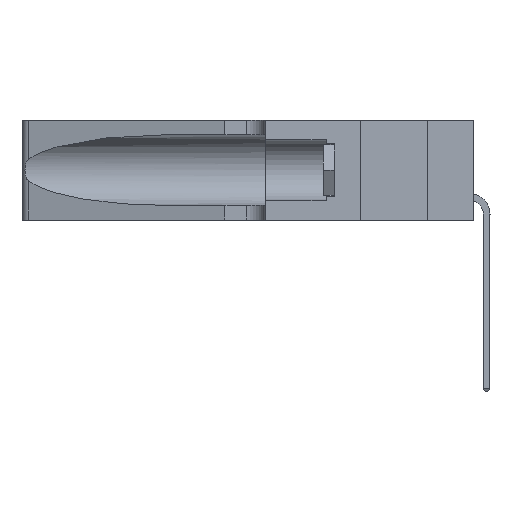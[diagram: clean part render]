
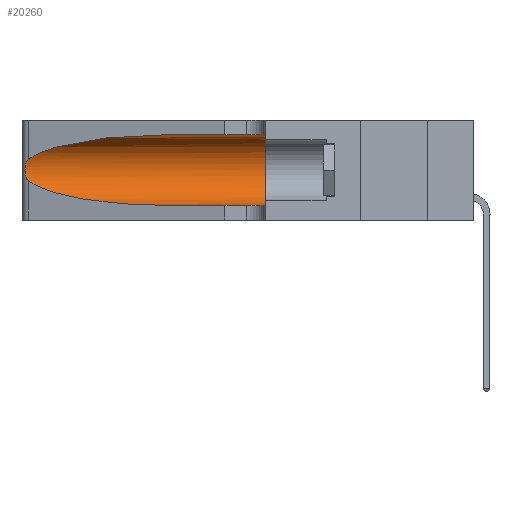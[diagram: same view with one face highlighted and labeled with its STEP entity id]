
A CAD part, left-side view. The second image highlights one B-rep face of the part: STEP entity #20260.
In plain terms, the highlighted cylindrical face has radius 3.308 mm (diameter 6.617 mm), a partial arc.
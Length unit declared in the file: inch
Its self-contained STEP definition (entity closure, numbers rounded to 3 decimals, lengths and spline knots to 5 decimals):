
#9 = CARTESIAN_POINT ( 'NONE',  ( 0.25555, 1.22994, 0.2215 ) ) ;
#373 = CARTESIAN_POINT ( 'NONE',  ( 0.25487, 1.22718, 0.14631 ) ) ;
#1132 = ORIENTED_EDGE ( 'NONE', *, *, #14687, .T. ) ;
#1553 = VERTEX_POINT ( 'NONE', #33754 ) ;
#2002 = VERTEX_POINT ( 'NONE', #16369 ) ;
#2557 = EDGE_LOOP ( 'NONE', ( #33699, #28740, #25496, #1132, #30814, #28783 ) ) ;
#3524 = CARTESIAN_POINT ( 'NONE',  ( 0.25856, 1.23593, 0.16098 ) ) ;
#4195 = DIRECTION ( 'NONE',  ( 0., -1., 0. ) ) ;
#6257 = CARTESIAN_POINT ( 'NONE',  ( 0.1305, 0.35, 0.05475 ) ) ;
#6331 = CARTESIAN_POINT ( 'NONE',  ( 0.1305, 1.61858, 0.05475 ) ) ;
#6956 = CARTESIAN_POINT ( 'NONE',  ( 0.25787, 1.23484, 0.2124 ) ) ;
#7079 = CARTESIAN_POINT ( 'NONE',  ( 0.25555, 1.22993, 0.14849 ) ) ;
#7368 = CARTESIAN_POINT ( 'NONE',  ( 0.25639, 1.23184, 0.21858 ) ) ;
#8235 = DIRECTION ( 'NONE',  ( 0., 0., 1. ) ) ;
#8765 = AXIS2_PLACEMENT_3D ( 'NONE', #36456, #25455, #8235 ) ;
#8961 = LINE ( 'NONE', #6331, #19387 ) ;
#10223 = VERTEX_POINT ( 'NONE', #11760 ) ;
#10748 = EDGE_CURVE ( 'NONE', #2002, #10223, #22826, .T. ) ;
#11111 = CARTESIAN_POINT ( 'NONE',  ( 0.18966, 0.96281, 0.31525 ) ) ;
#11116 = CARTESIAN_POINT ( 'NONE',  ( 0.1305, 1.61858, 0.185 ) ) ;
#11760 = CARTESIAN_POINT ( 'NONE',  ( 0.25487, 1.22718, 0.22369 ) ) ;
#13436 = CARTESIAN_POINT ( 'NONE',  ( 0.1305, 0.72297, 0.05475 ) ) ;
#14263 = CARTESIAN_POINT ( 'NONE',  ( 0.26018, 1.23835, 0.19895 ) ) ;
#14413 = CARTESIAN_POINT ( 'NONE',  ( 0.25639, 1.23186, 0.15144 ) ) ;
#14687 = EDGE_CURVE ( 'NONE', #41534, #18365, #8961, .T. ) ;
#16328 = B_SPLINE_CURVE_WITH_KNOTS ( 'NONE', 3,
 ( #42251, #9, #7368, #6956, #35149, #14263, #18080, #21495, #35729, #3524, #28180, #14413, #7079, #373 ),
 .UNSPECIFIED., .F., .F.,
 ( 4, 2, 2, 2, 2, 2, 4 ),
 ( 0., 0.00027, 0.00053, 0.00107, 0.0016, 0.00187, 0.00214 ),
 .UNSPECIFIED. ) ;
#16369 = CARTESIAN_POINT ( 'NONE',  ( 0.1305, 0.72297, 0.31525 ) ) ;
#16486 = EDGE_CURVE ( 'NONE', #2002, #1553, #30842, .T. ) ;
#16656 = VERTEX_POINT ( 'NONE', #39760 ) ;
#18080 = CARTESIAN_POINT ( 'NONE',  ( 0.26075, 1.23896, 0.19203 ) ) ;
#18198 = CARTESIAN_POINT ( 'NONE',  ( 0.2373, 1.15595, 0.28018 ) ) ;
#18365 = VERTEX_POINT ( 'NONE', #6257 ) ;
#19387 = VECTOR ( 'NONE', #44905, 39.37008 ) ;
#19400 = CARTESIAN_POINT ( 'NONE',  ( 0.18966, 0.96281, 0.05475 ) ) ;
#20260 = ADVANCED_FACE ( 'NONE', ( #31593 ), #25470, .F. ) ;
#21495 = CARTESIAN_POINT ( 'NONE',  ( 0.26075, 1.23896, 0.178 ) ) ;
#21743 = CARTESIAN_POINT ( 'NONE',  ( 0.25487, 1.22718, 0.22369 ) ) ;
#22826 =( BOUNDED_CURVE ( )  B_SPLINE_CURVE ( 3, ( #43408, #11111, #18198, #21743 ),
 .UNSPECIFIED., .F., .T. ) 
 B_SPLINE_CURVE_WITH_KNOTS ( ( 4, 4 ),
 ( 1.5708, 2.84003 ),
 .UNSPECIFIED. ) 
 CURVE ( )  GEOMETRIC_REPRESENTATION_ITEM ( )  RATIONAL_B_SPLINE_CURVE ( ( 1., 0.87, 0.87, 1. ) ) 
 REPRESENTATION_ITEM ( '' )  );
#23871 = CARTESIAN_POINT ( 'NONE',  ( 0.1305, 0.72297, 0.05475 ) ) ;
#24244 =( BOUNDED_CURVE ( )  B_SPLINE_CURVE ( 3, ( #43880, #32986, #19400, #23871 ),
 .UNSPECIFIED., .F., .F. ) 
 B_SPLINE_CURVE_WITH_KNOTS ( ( 4, 4 ),
 ( 3.44316, 4.71239 ),
 .UNSPECIFIED. ) 
 CURVE ( )  GEOMETRIC_REPRESENTATION_ITEM ( )  RATIONAL_B_SPLINE_CURVE ( ( 1., 0.87, 0.87, 1. ) ) 
 REPRESENTATION_ITEM ( '' )  );
#25455 = DIRECTION ( 'NONE',  ( 0., 1., 0. ) ) ;
#25470 = CYLINDRICAL_SURFACE ( 'NONE', #42263, 0.13025 ) ;
#25496 = ORIENTED_EDGE ( 'NONE', *, *, #28822, .T. ) ;
#25935 = EDGE_CURVE ( 'NONE', #1553, #18365, #36249, .T. ) ;
#28180 = CARTESIAN_POINT ( 'NONE',  ( 0.25789, 1.23486, 0.15765 ) ) ;
#28740 = ORIENTED_EDGE ( 'NONE', *, *, #40227, .T. ) ;
#28783 = ORIENTED_EDGE ( 'NONE', *, *, #16486, .F. ) ;
#28822 = EDGE_CURVE ( 'NONE', #16656, #41534, #24244, .T. ) ;
#30814 = ORIENTED_EDGE ( 'NONE', *, *, #25935, .F. ) ;
#30842 = LINE ( 'NONE', #38250, #39105 ) ;
#31593 = FACE_OUTER_BOUND ( 'NONE', #2557, .T. ) ;
#32986 = CARTESIAN_POINT ( 'NONE',  ( 0.2373, 1.15595, 0.08982 ) ) ;
#33699 = ORIENTED_EDGE ( 'NONE', *, *, #10748, .T. ) ;
#33754 = CARTESIAN_POINT ( 'NONE',  ( 0.1305, 0.35, 0.31525 ) ) ;
#35149 = CARTESIAN_POINT ( 'NONE',  ( 0.25854, 1.2359, 0.20912 ) ) ;
#35282 = DIRECTION ( 'NONE',  ( 0., -1., 0. ) ) ;
#35729 = CARTESIAN_POINT ( 'NONE',  ( 0.26017, 1.23833, 0.17102 ) ) ;
#36249 = CIRCLE ( 'NONE', #8765, 0.13025 ) ;
#36456 = CARTESIAN_POINT ( 'NONE',  ( 0.1305, 0.35, 0.185 ) ) ;
#38250 = CARTESIAN_POINT ( 'NONE',  ( 0.1305, 1.61858, 0.31525 ) ) ;
#39105 = VECTOR ( 'NONE', #35282, 39.37008 ) ;
#39760 = CARTESIAN_POINT ( 'NONE',  ( 0.25487, 1.22718, 0.14631 ) ) ;
#40227 = EDGE_CURVE ( 'NONE', #10223, #16656, #16328, .T. ) ;
#41534 = VERTEX_POINT ( 'NONE', #13436 ) ;
#42251 = CARTESIAN_POINT ( 'NONE',  ( 0.25487, 1.22718, 0.22369 ) ) ;
#42263 = AXIS2_PLACEMENT_3D ( 'NONE', #11116, #4195, #43732 ) ;
#43408 = CARTESIAN_POINT ( 'NONE',  ( 0.1305, 0.72297, 0.31525 ) ) ;
#43732 = DIRECTION ( 'NONE',  ( 0., 0., -1. ) ) ;
#43880 = CARTESIAN_POINT ( 'NONE',  ( 0.25487, 1.22718, 0.14631 ) ) ;
#44905 = DIRECTION ( 'NONE',  ( 0., -1., 0. ) ) ;
